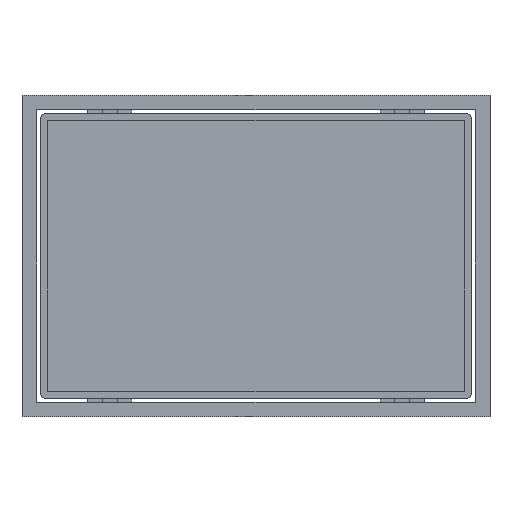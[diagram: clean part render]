
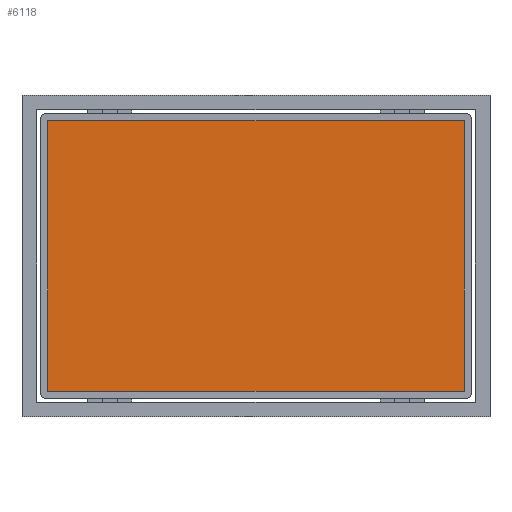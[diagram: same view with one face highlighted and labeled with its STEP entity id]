
A CAD part, top view. The second image highlights one B-rep face of the part: STEP entity #6118.
In plain terms, the highlighted planar face has unit normal (0, 0, 1).
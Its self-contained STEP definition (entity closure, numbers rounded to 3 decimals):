
#198=PLANE('',#6611);
#522=FACE_OUTER_BOUND('',#894,.T.);
#894=EDGE_LOOP('',(#4740,#4741,#4742,#4743));
#1500=LINE('',#10716,#2153);
#1503=LINE('',#10722,#2156);
#1506=LINE('',#10728,#2159);
#1509=LINE('',#10732,#2162);
#2153=VECTOR('',#7505,10.);
#2156=VECTOR('',#7510,10.);
#2159=VECTOR('',#7515,10.);
#2162=VECTOR('',#7520,10.);
#2856=VERTEX_POINT('',#10713);
#2857=VERTEX_POINT('',#10715);
#2859=VERTEX_POINT('',#10721);
#2861=VERTEX_POINT('',#10727);
#3538=EDGE_CURVE('',#2857,#2856,#1500,.T.);
#3541=EDGE_CURVE('',#2859,#2857,#1503,.T.);
#3544=EDGE_CURVE('',#2861,#2859,#1506,.T.);
#3547=EDGE_CURVE('',#2856,#2861,#1509,.T.);
#4740=ORIENTED_EDGE('',*,*,#3547,.T.);
#4741=ORIENTED_EDGE('',*,*,#3544,.T.);
#4742=ORIENTED_EDGE('',*,*,#3541,.T.);
#4743=ORIENTED_EDGE('',*,*,#3538,.T.);
#6118=ADVANCED_FACE('',(#522),#198,.T.);
#6611=AXIS2_PLACEMENT_3D('',#10733,#7521,#7522);
#7505=DIRECTION('',(0.,1.,0.));
#7510=DIRECTION('',(1.,0.,0.));
#7515=DIRECTION('',(0.,-1.,0.));
#7520=DIRECTION('',(-1.,0.,0.));
#7521=DIRECTION('center_axis',(0.,0.,1.));
#7522=DIRECTION('ref_axis',(1.,0.,0.));
#10713=CARTESIAN_POINT('',(285.,185.,44.));
#10715=CARTESIAN_POINT('',(285.,-185.,44.));
#10716=CARTESIAN_POINT('',(285.,-92.5,44.));
#10721=CARTESIAN_POINT('',(-285.,-185.,44.));
#10722=CARTESIAN_POINT('',(-142.5,-185.,44.));
#10727=CARTESIAN_POINT('',(-285.,185.,44.));
#10728=CARTESIAN_POINT('',(-285.,92.5,44.));
#10732=CARTESIAN_POINT('',(142.5,185.,44.));
#10733=CARTESIAN_POINT('Origin',(0.,0.,44.));
